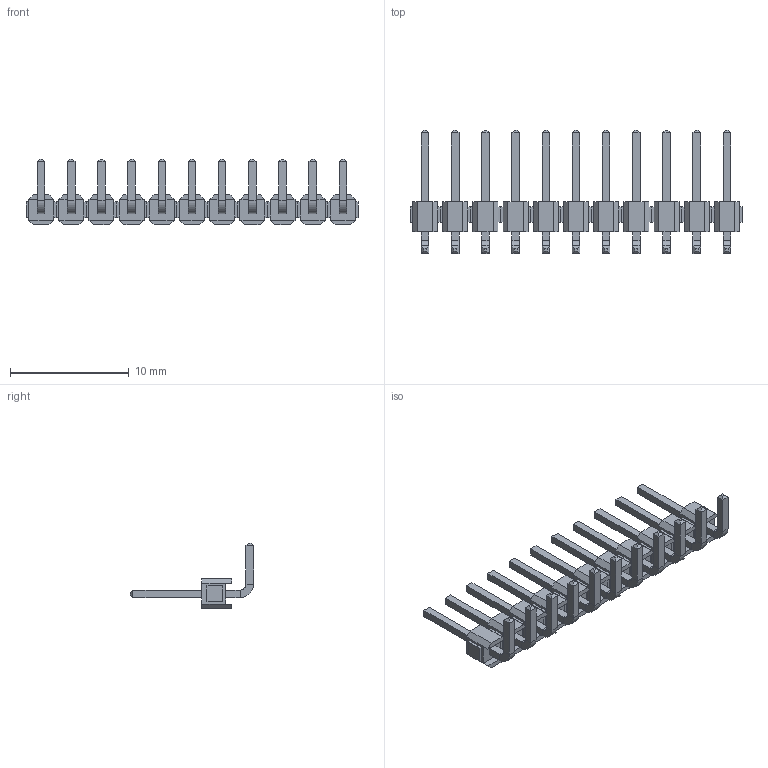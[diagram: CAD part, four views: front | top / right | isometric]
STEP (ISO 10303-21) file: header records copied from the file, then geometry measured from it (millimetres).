
FILE_DESCRIPTION (( 'STEP AP214' ), '1' );
FILE_NAME ('PLSR-11D.STEP', '2019-07-02T21:14:02', ( '' ), ( '' ), 'SwSTEP 2.0', 'SolidWorks 2018', '' );
FILE_SCHEMA (( 'AUTOMOTIVE_DESIGN' ));
Length unit declared in the file: millimetre
Products named in the file (1): PLSR-11D
Bounding box: 27.94 x 10.36 x 5.54 mm (x, y, z)
Volume: 179.8 mm3; surface area: 702.2 mm2
Topology: 11 solids, 11 shells, 550 faces, 1232 edges, 748 vertices
Faces by surface type: plane 528, cylinder 22
Entity records: 20874 total; most frequent: CARTESIAN_POINT 2531, ORIENTED_EDGE 2464, DIRECTION 2378, EDGE_CURVE 1232, LINE 1188, VECTOR 1188, VERTEX_POINT 748, AXIS2_PLACEMENT_3D 595
